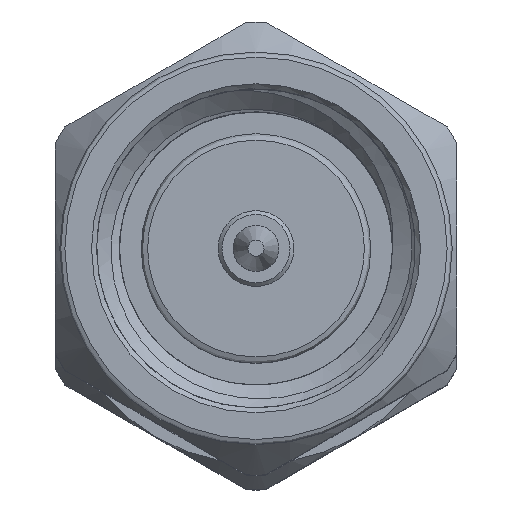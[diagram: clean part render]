
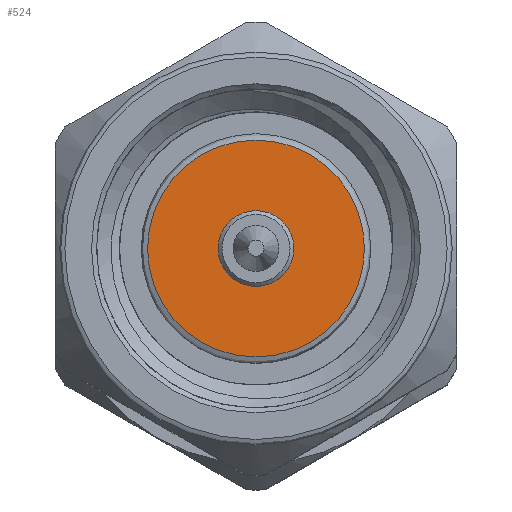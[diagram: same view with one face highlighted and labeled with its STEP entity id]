
A CAD part, top view. The second image highlights one B-rep face of the part: STEP entity #524.
In plain terms, the highlighted face is planar.
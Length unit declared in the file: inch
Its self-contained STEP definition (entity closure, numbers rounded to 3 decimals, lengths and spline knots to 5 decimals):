
#76 = EDGE_CURVE ( 'NONE', #1442, #1442, #2174, .T. ) ;
#94 = CARTESIAN_POINT ( 'NONE',  ( 0.11, 0., 0.02969 ) ) ;
#216 = AXIS2_PLACEMENT_3D ( 'NONE', #2955, #2718, #566 ) ;
#450 = AXIS2_PLACEMENT_3D ( 'NONE', #2373, #2870, #489 ) ;
#489 = DIRECTION ( 'NONE',  ( 0., 0., -1. ) ) ;
#504 = DIRECTION ( 'NONE',  ( 0., 0., -1. ) ) ;
#524 = ADVANCED_FACE ( 'NONE', ( #1687, #2607 ), #2640, .F. ) ;
#564 = VERTEX_POINT ( 'NONE', #94 ) ;
#566 = DIRECTION ( 'NONE',  ( 0., 0., 1. ) ) ;
#655 = AXIS2_PLACEMENT_3D ( 'NONE', #2698, #2953, #504 ) ;
#1239 = EDGE_LOOP ( 'NONE', ( #2055 ) ) ;
#1442 = VERTEX_POINT ( 'NONE', #2860 ) ;
#1687 = FACE_BOUND ( 'NONE', #1239, .T. ) ;
#2055 = ORIENTED_EDGE ( 'NONE', *, *, #2710, .F. ) ;
#2174 = CIRCLE ( 'NONE', #655, 0.085 ) ;
#2373 = CARTESIAN_POINT ( 'NONE',  ( 0.11, 0.125, 0. ) ) ;
#2603 = EDGE_LOOP ( 'NONE', ( #2722 ) ) ;
#2607 = FACE_OUTER_BOUND ( 'NONE', #2603, .T. ) ;
#2640 = PLANE ( 'NONE',  #450 ) ;
#2698 = CARTESIAN_POINT ( 'NONE',  ( 0.11, 0., 0. ) ) ;
#2708 = CIRCLE ( 'NONE', #216, 0.02969 ) ;
#2710 = EDGE_CURVE ( 'NONE', #564, #564, #2708, .T. ) ;
#2718 = DIRECTION ( 'NONE',  ( -1., 0., 0. ) ) ;
#2722 = ORIENTED_EDGE ( 'NONE', *, *, #76, .T. ) ;
#2860 = CARTESIAN_POINT ( 'NONE',  ( 0.11, 0., -0.085 ) ) ;
#2870 = DIRECTION ( 'NONE',  ( 1., 0., 0. ) ) ;
#2953 = DIRECTION ( 'NONE',  ( -1., 0., 0. ) ) ;
#2955 = CARTESIAN_POINT ( 'NONE',  ( 0.11, 0., 0. ) ) ;
